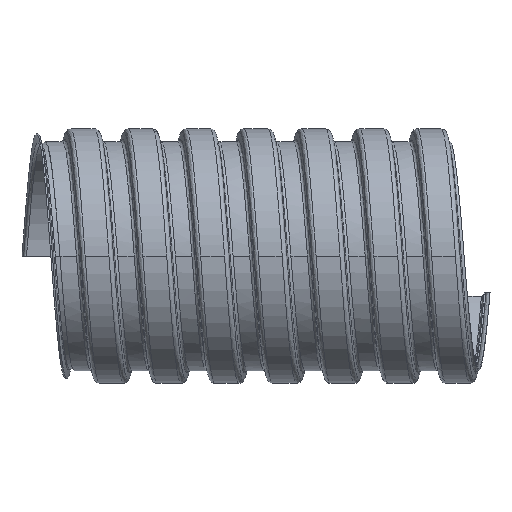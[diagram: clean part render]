
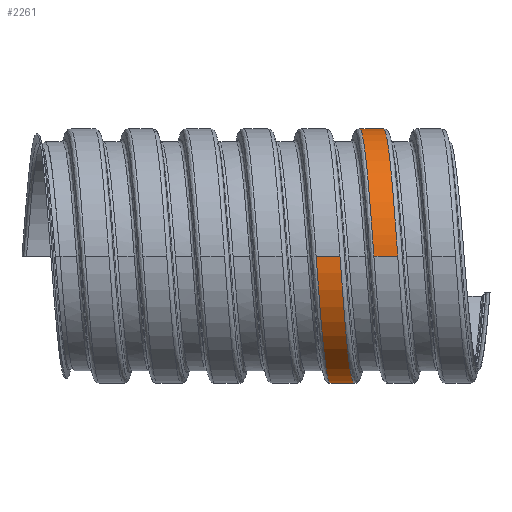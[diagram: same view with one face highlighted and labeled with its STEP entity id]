
A CAD part, front view. The second image highlights one B-rep face of the part: STEP entity #2261.
In plain terms, the highlighted cylindrical face has radius 27.45 mm (diameter 54.9 mm), a full revolution.
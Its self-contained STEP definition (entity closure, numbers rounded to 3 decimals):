
#239=FACE_OUTER_BOUND('',#351,.T.);
#351=EDGE_LOOP('',(#1801,#1802,#1803,#1804));
#531=B_SPLINE_CURVE_WITH_KNOTS('',3,(#12070,#12071,#12072,#12073,#12074,
#12075,#12076,#12077,#12078,#12079,#12080,#12081,#12082,#12083,#12084,#12085,
#12086),.UNSPECIFIED.,.F.,.F.,(4,1,1,1,1,1,1,1,1,1,1,1,1,1,4),(28.274,
28.276,28.772,29.268,29.764,30.26,
30.756,31.252,31.749,32.245,32.741,
33.237,33.733,34.229,34.558),
 .UNSPECIFIED.);
#532=B_SPLINE_CURVE_WITH_KNOTS('',3,(#12087,#12088,#12089,#12090,#12091,
#12092,#12093,#12094,#12095,#12096,#12097,#12098,#12099,#12100,#12101,#12102,
#12103),.UNSPECIFIED.,.F.,.F.,(4,1,1,1,1,1,1,1,1,1,1,1,1,1,4),(28.274,
28.276,28.772,29.268,29.764,30.26,
30.756,31.252,31.749,32.245,32.741,
33.237,33.733,34.229,34.558),
 .UNSPECIFIED.);
#650=LINE('',#12033,#764);
#651=LINE('',#12069,#765);
#764=VECTOR('',#2799,27.45);
#765=VECTOR('',#2802,27.45);
#969=VERTEX_POINT('',#12031);
#970=VERTEX_POINT('',#12032);
#971=VERTEX_POINT('',#12067);
#972=VERTEX_POINT('',#12068);
#1266=EDGE_CURVE('',#969,#970,#650,.T.);
#1269=EDGE_CURVE('',#971,#972,#651,.T.);
#1270=EDGE_CURVE('',#969,#971,#531,.T.);
#1271=EDGE_CURVE('',#970,#972,#532,.T.);
#1801=ORIENTED_EDGE('',*,*,#1269,.F.);
#1802=ORIENTED_EDGE('',*,*,#1270,.F.);
#1803=ORIENTED_EDGE('',*,*,#1266,.T.);
#1804=ORIENTED_EDGE('',*,*,#1271,.T.);
#2049=CYLINDRICAL_SURFACE('',#2452,27.45);
#2261=ADVANCED_FACE('',(#239),#2049,.T.);
#2452=AXIS2_PLACEMENT_3D('',#12066,#2800,#2801);
#2799=DIRECTION('',(-1.,0.,0.));
#2800=DIRECTION('center_axis',(1.,0.,0.));
#2801=DIRECTION('ref_axis',(0.,1.,0.));
#2802=DIRECTION('',(-1.,0.,0.));
#12031=CARTESIAN_POINT('',(68.556,-27.452,0.));
#12032=CARTESIAN_POINT('',(63.416,-27.452,0.));
#12033=CARTESIAN_POINT('',(12.531,-27.45,0.));
#12066=CARTESIAN_POINT('Origin',(12.531,0.,
0.));
#12067=CARTESIAN_POINT('',(81.006,-27.449,-0.001));
#12068=CARTESIAN_POINT('',(75.866,-27.449,-0.001));
#12069=CARTESIAN_POINT('',(12.531,-27.45,0.));
#12070=CARTESIAN_POINT('Ctrl Pts',(68.556,-27.452,0.));
#12071=CARTESIAN_POINT('Ctrl Pts',(68.558,-27.452,-0.016));
#12072=CARTESIAN_POINT('Ctrl Pts',(68.886,-27.448,-4.569));
#12073=CARTESIAN_POINT('Ctrl Pts',(69.543,-25.13,-13.657));
#12074=CARTESIAN_POINT('Ctrl Pts',(70.526,-15.601,-23.972));
#12075=CARTESIAN_POINT('Ctrl Pts',(71.509,-2.31,-28.508));
#12076=CARTESIAN_POINT('Ctrl Pts',(72.492,11.537,-26.171));
#12077=CARTESIAN_POINT('Ctrl Pts',(73.475,22.603,-17.525));
#12078=CARTESIAN_POINT('Ctrl Pts',(74.458,28.22,-4.654));
#12079=CARTESIAN_POINT('Ctrl Pts',(75.44,27.034,9.339));
#12080=CARTESIAN_POINT('Ctrl Pts',(76.423,19.33,21.081));
#12081=CARTESIAN_POINT('Ctrl Pts',(77.406,6.966,27.74));
#12082=CARTESIAN_POINT('Ctrl Pts',(78.389,-7.077,27.712));
#12083=CARTESIAN_POINT('Ctrl Pts',(79.372,-19.414,21.003));
#12084=CARTESIAN_POINT('Ctrl Pts',(80.245,-26.21,10.555));
#12085=CARTESIAN_POINT('Ctrl Pts',(80.789,-27.446,3.007));
#12086=CARTESIAN_POINT('Ctrl Pts',(81.006,-27.449,-0.001));
#12087=CARTESIAN_POINT('Ctrl Pts',(63.416,-27.452,0.));
#12088=CARTESIAN_POINT('Ctrl Pts',(63.417,-27.452,-0.016));
#12089=CARTESIAN_POINT('Ctrl Pts',(63.746,-27.448,-4.569));
#12090=CARTESIAN_POINT('Ctrl Pts',(64.402,-25.13,-13.657));
#12091=CARTESIAN_POINT('Ctrl Pts',(65.385,-15.601,-23.972));
#12092=CARTESIAN_POINT('Ctrl Pts',(66.368,-2.31,-28.508));
#12093=CARTESIAN_POINT('Ctrl Pts',(67.351,11.537,-26.171));
#12094=CARTESIAN_POINT('Ctrl Pts',(68.334,22.603,-17.525));
#12095=CARTESIAN_POINT('Ctrl Pts',(69.317,28.22,-4.654));
#12096=CARTESIAN_POINT('Ctrl Pts',(70.3,27.034,9.339));
#12097=CARTESIAN_POINT('Ctrl Pts',(71.283,19.33,21.081));
#12098=CARTESIAN_POINT('Ctrl Pts',(72.266,6.966,27.74));
#12099=CARTESIAN_POINT('Ctrl Pts',(73.249,-7.077,27.712));
#12100=CARTESIAN_POINT('Ctrl Pts',(74.232,-19.414,21.003));
#12101=CARTESIAN_POINT('Ctrl Pts',(75.104,-26.21,10.555));
#12102=CARTESIAN_POINT('Ctrl Pts',(75.649,-27.446,3.007));
#12103=CARTESIAN_POINT('Ctrl Pts',(75.866,-27.449,-0.001));
